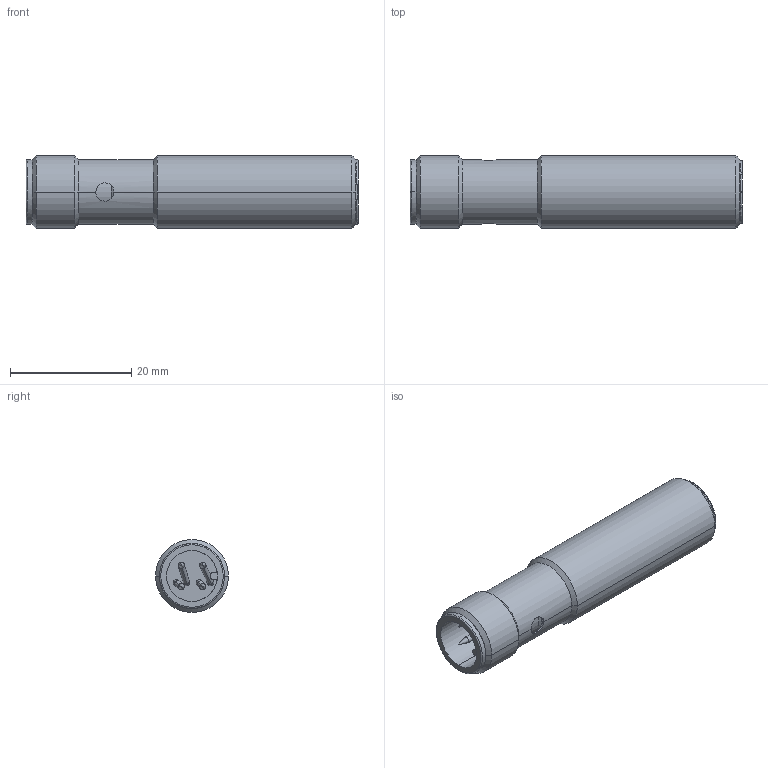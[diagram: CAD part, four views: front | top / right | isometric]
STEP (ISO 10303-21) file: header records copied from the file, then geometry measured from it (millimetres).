
FILE_DESCRIPTION(('STEP AP242'),'1');
FILE_NAME('xs112blnam12.stp','2021-05-16T00:27:19',('TraceParts'),('TraceParts S.A.'),'Spatial InterOp 3D',' ',' ');
FILE_SCHEMA(('AP242_MANAGED_MODEL_BASED_3D_ENGINEERING_MIM_LF {1 0 10303 442 1 1 4}'));
Length unit declared in the file: millimetre
Products named in the file (1): xs112blnam12_1
Bounding box: 54.7 x 12 x 12 mm (x, y, z)
Volume: 2291.7 mm3; surface area: 5994.2 mm2
Topology: 7 solids, 7 shells, 271 faces, 602 edges, 354 vertices
Faces by surface type: cylinder 112, torus 68, cone 46, plane 45
Entity records: 7958 total; most frequent: CARTESIAN_POINT 1649, DIRECTION 1521, ORIENTED_EDGE 1204, AXIS2_PLACEMENT_3D 664, EDGE_CURVE 602, CIRCLE 386, VERTEX_POINT 354, EDGE_LOOP 292
